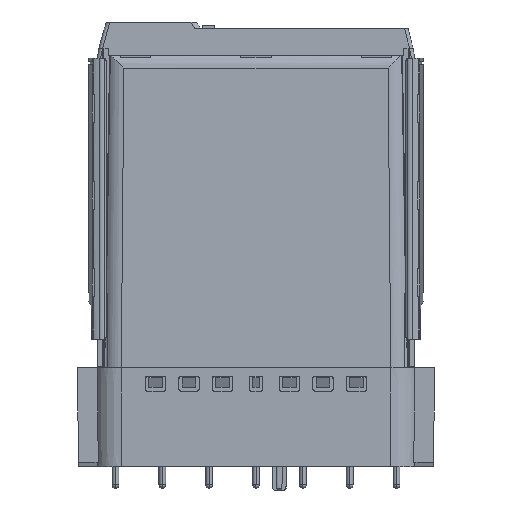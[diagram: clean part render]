
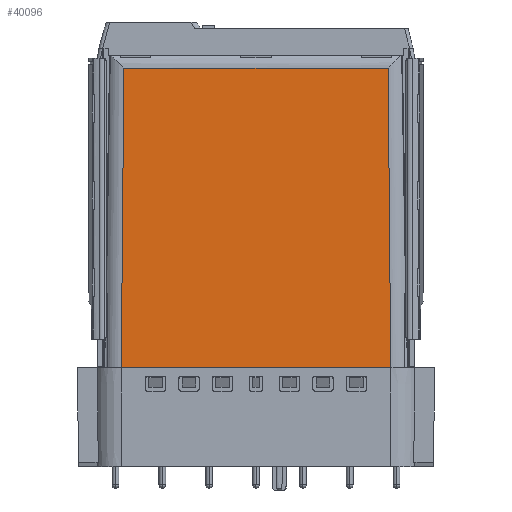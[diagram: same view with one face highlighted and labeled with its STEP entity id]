
A CAD part, front view. The second image highlights one B-rep face of the part: STEP entity #40096.
In plain terms, the highlighted planar face has unit normal (0, -1, 0.009).
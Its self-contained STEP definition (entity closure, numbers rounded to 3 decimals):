
#295=DIRECTION('',(1.,0.,0.));
#296=VECTOR('',#295,75.251);
#297=CARTESIAN_POINT('',(-37.626,-26.266,
-97.286));
#298=LINE('',#297,#296);
#299=DIRECTION('',(-0.174,0.009,0.985));
#300=VECTOR('',#299,1.814);
#301=CARTESIAN_POINT('',(-37.626,-26.266,
-97.286));
#302=LINE('',#301,#300);
#303=DIRECTION('',(-0.009,-0.009,-1.));
#304=VECTOR('',#303,89.559);
#305=CARTESIAN_POINT('',(-39.469,-25.468,
-5.948));
#306=LINE('',#305,#304);
#307=DIRECTION('',(1.,0.,0.));
#308=VECTOR('',#307,78.937);
#309=CARTESIAN_POINT('',(-39.469,-25.468,
-5.948));
#310=LINE('',#309,#308);
#311=DIRECTION('',(0.009,-0.009,-1.));
#312=VECTOR('',#311,89.559);
#313=CARTESIAN_POINT('',(39.469,-25.468,-5.948));
#314=LINE('',#313,#312);
#315=DIRECTION('',(-0.174,-0.009,-0.985));
#316=VECTOR('',#315,1.814);
#317=CARTESIAN_POINT('',(37.941,-26.25,-95.5));
#318=LINE('',#317,#316);
#331=DIRECTION('',(1.,0.,0.));
#332=VECTOR('',#331,2.309);
#333=CARTESIAN_POINT('',(-40.25,-26.25,-95.5));
#334=LINE('',#333,#332);
#24638=DIRECTION('',(-1.,0.,0.));
#24639=VECTOR('',#24638,2.309);
#24640=CARTESIAN_POINT('',(40.25,-26.25,-95.5));
#24641=LINE('',#24640,#24639);
#32190=CARTESIAN_POINT('',(-39.469,-25.468,
-5.948));
#32191=CARTESIAN_POINT('',(-40.25,-26.25,-95.5));
#32192=VERTEX_POINT('',#32190);
#32193=VERTEX_POINT('',#32191);
#32194=CARTESIAN_POINT('',(39.469,-25.468,
-5.948));
#32195=VERTEX_POINT('',#32194);
#32196=CARTESIAN_POINT('',(40.25,-26.25,-95.5));
#32197=VERTEX_POINT('',#32196);
#32270=CARTESIAN_POINT('',(37.941,-26.25,-95.5));
#32271=VERTEX_POINT('',#32270);
#32272=CARTESIAN_POINT('',(-37.941,-26.25,-95.5));
#32273=VERTEX_POINT('',#32272);
#36517=CARTESIAN_POINT('',(-37.626,-26.266,
-97.286));
#36518=CARTESIAN_POINT('',(37.626,-26.266,
-97.286));
#36519=VERTEX_POINT('',#36517);
#36520=VERTEX_POINT('',#36518);
#40074=CARTESIAN_POINT('',(-49.112,-26.25,-95.5));
#40075=DIRECTION('',(0.,-1.,0.009));
#40076=DIRECTION('',(1.,0.,0.));
#40077=AXIS2_PLACEMENT_3D('',#40074,#40075,#40076);
#40078=PLANE('',#40077);
#40079=ORIENTED_EDGE('',*,*,#40015,.F.);
#40081=ORIENTED_EDGE('',*,*,#40080,.T.);
#40083=ORIENTED_EDGE('',*,*,#40082,.F.);
#40085=ORIENTED_EDGE('',*,*,#40084,.F.);
#40087=ORIENTED_EDGE('',*,*,#40086,.T.);
#40089=ORIENTED_EDGE('',*,*,#40088,.T.);
#40091=ORIENTED_EDGE('',*,*,#40090,.T.);
#40093=ORIENTED_EDGE('',*,*,#40092,.T.);
#40094=EDGE_LOOP('',(#40079,#40081,#40083,#40085,#40087,#40089,#40091,#40093));
#40095=FACE_OUTER_BOUND('',#40094,.F.);
#40096=ADVANCED_FACE('',(#40095),#40078,.T.);
#40015=EDGE_CURVE('',#36519,#36520,#298,.T.);
#40080=EDGE_CURVE('',#36519,#32273,#302,.T.);
#40082=EDGE_CURVE('',#32193,#32273,#334,.T.);
#40084=EDGE_CURVE('',#32192,#32193,#306,.T.);
#40086=EDGE_CURVE('',#32192,#32195,#310,.T.);
#40088=EDGE_CURVE('',#32195,#32197,#314,.T.);
#40090=EDGE_CURVE('',#32197,#32271,#24641,.T.);
#40092=EDGE_CURVE('',#32271,#36520,#318,.T.);
